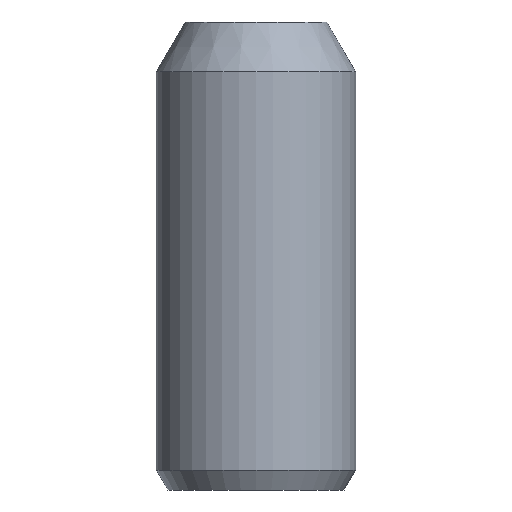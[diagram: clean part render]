
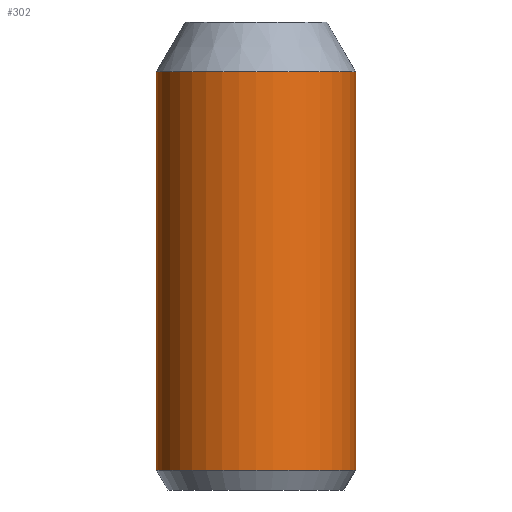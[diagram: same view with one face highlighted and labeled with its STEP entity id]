
A CAD part, front view. The second image highlights one B-rep face of the part: STEP entity #302.
In plain terms, the highlighted cylindrical face has radius 10 mm (diameter 20 mm), a partial arc.
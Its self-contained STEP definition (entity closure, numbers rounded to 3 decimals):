
#1 = ORIENTED_EDGE ( 'NONE', *, *, #177, .T. ) ;
#13 = VECTOR ( 'NONE', #347, 1000. ) ;
#18 = LINE ( 'NONE', #296, #13 ) ;
#35 = DIRECTION ( 'NONE',  ( 1., 0., 0. ) ) ;
#37 = CARTESIAN_POINT ( 'NONE',  ( 0., 0., 50. ) ) ;
#71 = VERTEX_POINT ( 'NONE', #337 ) ;
#81 = AXIS2_PLACEMENT_3D ( 'NONE', #86, #305, #35 ) ;
#86 = CARTESIAN_POINT ( 'NONE',  ( 0., 0., 42. ) ) ;
#95 = CIRCLE ( 'NONE', #81, 10. ) ;
#103 = CARTESIAN_POINT ( 'NONE',  ( 0., 0., 2. ) ) ;
#118 = CARTESIAN_POINT ( 'NONE',  ( -10., 0., 42. ) ) ;
#125 = ORIENTED_EDGE ( 'NONE', *, *, #140, .F. ) ;
#126 = VERTEX_POINT ( 'NONE', #235 ) ;
#140 = EDGE_CURVE ( 'NONE', #71, #170, #18, .T. ) ;
#146 = ORIENTED_EDGE ( 'NONE', *, *, #323, .T. ) ;
#170 = VERTEX_POINT ( 'NONE', #118 ) ;
#171 = CYLINDRICAL_SURFACE ( 'NONE', #311, 10. ) ;
#172 = EDGE_CURVE ( 'NONE', #170, #126, #95, .T. ) ;
#173 = DIRECTION ( 'NONE',  ( 0., 0., 1. ) ) ;
#177 = EDGE_CURVE ( 'NONE', #266, #126, #250, .T. ) ;
#210 = CIRCLE ( 'NONE', #300, 10. ) ;
#218 = EDGE_LOOP ( 'NONE', ( #125, #146, #1, #307 ) ) ;
#230 = CARTESIAN_POINT ( 'NONE',  ( 10., 0., 50. ) ) ;
#235 = CARTESIAN_POINT ( 'NONE',  ( 10., 0., 42. ) ) ;
#250 = LINE ( 'NONE', #230, #294 ) ;
#266 = VERTEX_POINT ( 'NONE', #334 ) ;
#274 = DIRECTION ( 'NONE',  ( 0., 0., 1. ) ) ;
#281 = FACE_OUTER_BOUND ( 'NONE', #218, .T. ) ;
#283 = DIRECTION ( 'NONE',  ( 0., 0., 1. ) ) ;
#294 = VECTOR ( 'NONE', #173, 1000. ) ;
#296 = CARTESIAN_POINT ( 'NONE',  ( -10., 0., 50. ) ) ;
#300 = AXIS2_PLACEMENT_3D ( 'NONE', #103, #274, #324 ) ;
#302 = ADVANCED_FACE ( 'NONE', ( #281 ), #171, .T. ) ;
#305 = DIRECTION ( 'NONE',  ( 0., 0., 1. ) ) ;
#307 = ORIENTED_EDGE ( 'NONE', *, *, #172, .F. ) ;
#311 = AXIS2_PLACEMENT_3D ( 'NONE', #37, #283, #341 ) ;
#323 = EDGE_CURVE ( 'NONE', #71, #266, #210, .T. ) ;
#324 = DIRECTION ( 'NONE',  ( 1., 0., 0. ) ) ;
#334 = CARTESIAN_POINT ( 'NONE',  ( 10., 0., 2. ) ) ;
#337 = CARTESIAN_POINT ( 'NONE',  ( -10., 0., 2. ) ) ;
#341 = DIRECTION ( 'NONE',  ( 1., 0., 0. ) ) ;
#347 = DIRECTION ( 'NONE',  ( 0., 0., 1. ) ) ;
